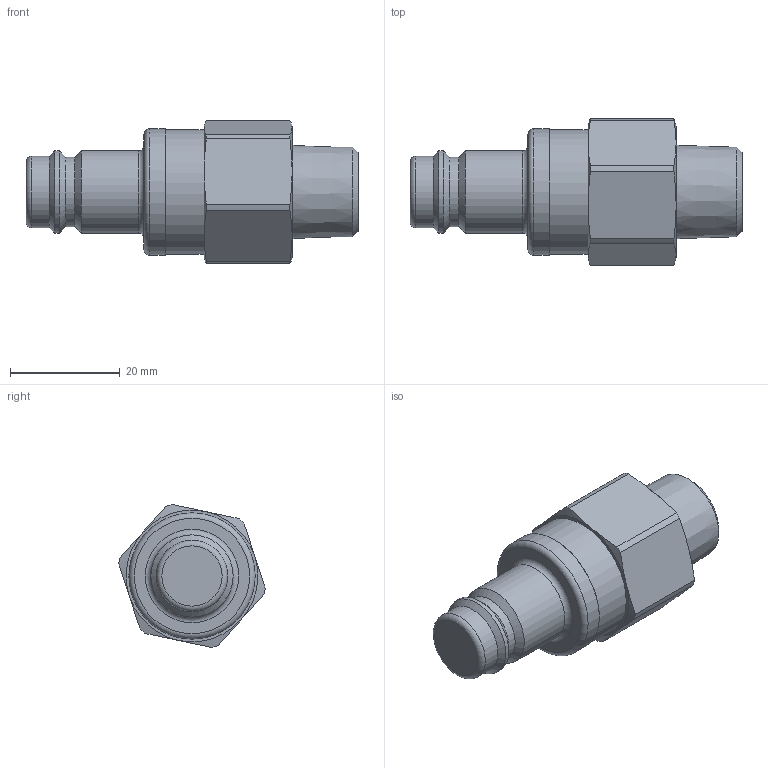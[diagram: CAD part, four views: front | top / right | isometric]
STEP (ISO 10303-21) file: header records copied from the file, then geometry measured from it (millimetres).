
FILE_DESCRIPTION((''),'2;1');
FILE_NAME('27sbak17mpn.stp','2013-08-05T11:18:54',('IA176480'),(''),'Autodesk Inventor 2013','Autodesk Inventor 2013','');
FILE_SCHEMA(('AUTOMOTIVE_DESIGN { 1 0 10303 214 1 1 1 1 }'));
Length unit declared in the file: millimetre
Products named in the file (1): D107537
Bounding box: 60.5 x 26.69 x 26.06 mm (x, y, z)
Volume: 15610.7 mm3; surface area: 8131 mm2
Topology: 1 solids, 3 shells, 80 faces, 184 edges, 113 vertices
Faces by surface type: plane 33, cone 25, cylinder 19, torus 3
Full cylindrical faces by diameter (mm): 12.1 x1, 12.65 x1, 13 x1, 15 x2, 18 x1, 18.5 x2, 19 x2, 20.3 x1, 22.75 x1, 23 x1
Entity records: 2135 total; most frequent: CARTESIAN_POINT 409, DIRECTION 346, ORIENTED_EDGE 298, AXIS2_PLACEMENT_3D 152, EDGE_CURVE 149, EDGE_LOOP 116, VERTEX_POINT 107, FACE_OUTER_BOUND 80
